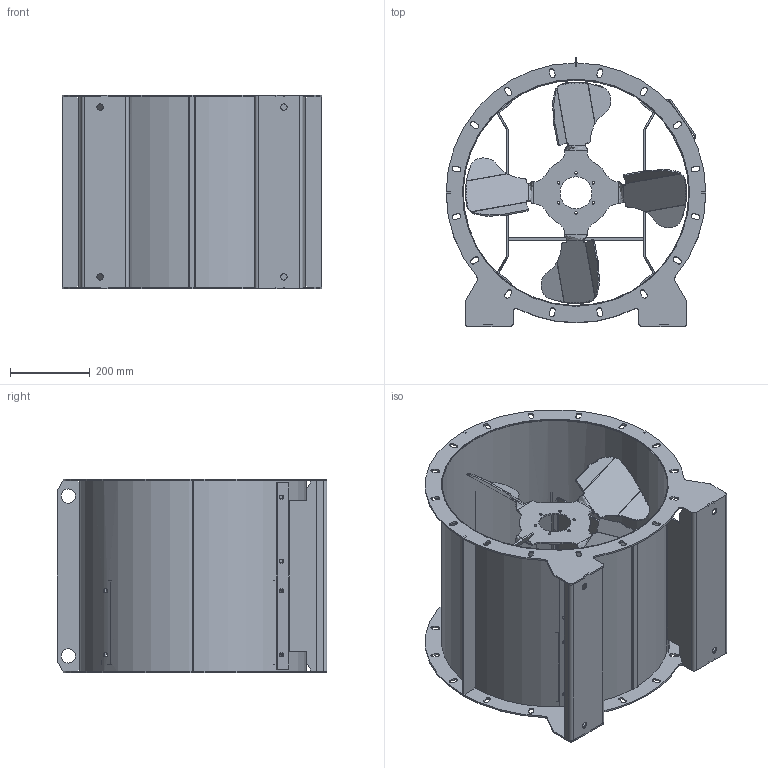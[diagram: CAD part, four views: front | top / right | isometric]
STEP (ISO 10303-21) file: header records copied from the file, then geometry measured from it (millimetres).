
FILE_DESCRIPTION(('STEP AP203'), '1');
FILE_NAME('蟲 5.6 L=485擤', '', ('UNSPECIFIED'), ('UNSPECIFIED'), 'ASCON STEP Converter 1.3', 'ASCON Math Kernel', '');
FILE_SCHEMA(('CONFIG_CONTROL_DESIGN'));
Length unit declared in the file: millimetre
Products named in the file (1): 蟲 16-308-4/27-5.6
Bounding box: 650 x 674.5 x 485 mm (x, y, z)
Volume: 5243873.1 mm3; surface area: 3782238.5 mm2
Topology: 8 solids, 8 shells, 1090 faces, 3016 edges, 1932 vertices
Faces by surface type: plane 618, cylinder 436, bspline 36
Full cylindrical faces by diameter (mm): 6.5 x6, 16 x4, 28 x1, 36 x2, 80 x1
Entity records: 47985 total; most frequent: CARTESIAN_POINT 10608, ORIENTED_EDGE 6004, DIRECTION 5860, EDGE_CURVE 3002, LINE 2074, VECTOR 2074, VERTEX_POINT 1932, AXIS2_PLACEMENT_3D 1893
